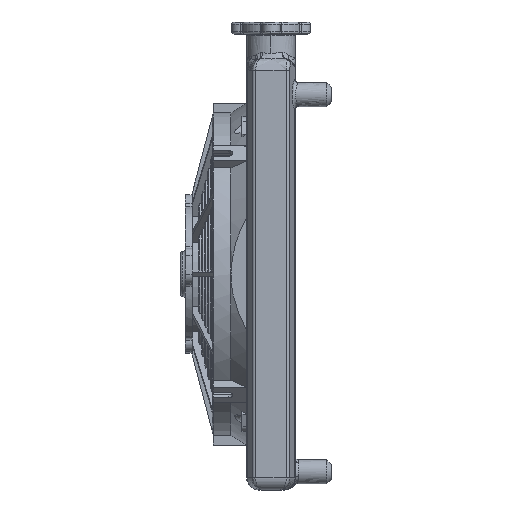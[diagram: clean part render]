
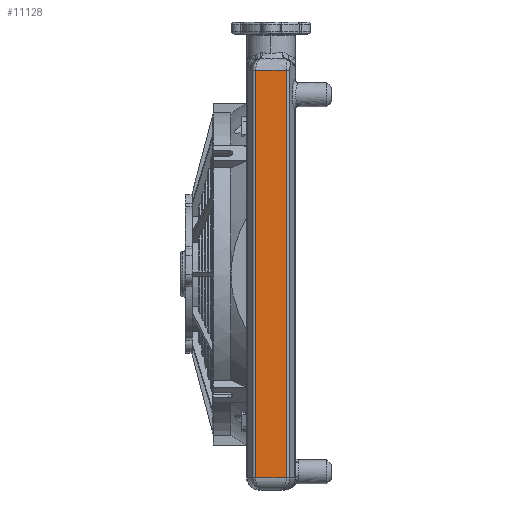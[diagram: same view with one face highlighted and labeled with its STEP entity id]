
A CAD part, left-side view. The second image highlights one B-rep face of the part: STEP entity #11128.
In plain terms, the highlighted free-form (B-spline) face has degree [1, 1] with [2, 2] control points.
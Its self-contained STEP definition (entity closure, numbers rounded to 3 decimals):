
#11128 = ADVANCED_FACE('',(#11129),#11159,.F.);
#11129 = FACE_BOUND('',#11130,.T.);
#11130 = EDGE_LOOP('',(#11131,#11140,#11147,#11154));
#11131 = ORIENTED_EDGE('',*,*,#11132,.T.);
#11132 = EDGE_CURVE('',#11133,#11135,#11137,.T.);
#11133 = VERTEX_POINT('',#11134);
#11134 = CARTESIAN_POINT('',(-236.536,-9.027,
    -206.846));
#11135 = VERTEX_POINT('',#11136);
#11136 = CARTESIAN_POINT('',(-236.536,-40.149,
    -206.846));
#11137 = B_SPLINE_CURVE_WITH_KNOTS('',1,(#11138,#11139),.UNSPECIFIED.,
  .F.,.F.,(2,2),(-42.658,-17.342),
  .PIECEWISE_BEZIER_KNOTS.);
#11138 = CARTESIAN_POINT('',(-236.536,-9.027,
    -206.846));
#11139 = CARTESIAN_POINT('',(-236.536,-40.149,
    -206.846));
#11140 = ORIENTED_EDGE('',*,*,#11141,.T.);
#11141 = EDGE_CURVE('',#11135,#11142,#11144,.T.);
#11142 = VERTEX_POINT('',#11143);
#11143 = CARTESIAN_POINT('',(-236.536,-40.149,
    206.846));
#11144 = B_SPLINE_CURVE_WITH_KNOTS('',1,(#11145,#11146),.UNSPECIFIED.,
  .F.,.F.,(2,2),(10.,346.5),.PIECEWISE_BEZIER_KNOTS.);
#11145 = CARTESIAN_POINT('',(-236.536,-40.149,
    -206.846));
#11146 = CARTESIAN_POINT('',(-236.536,-40.149,
    206.846));
#11147 = ORIENTED_EDGE('',*,*,#11148,.T.);
#11148 = EDGE_CURVE('',#11142,#11149,#11151,.T.);
#11149 = VERTEX_POINT('',#11150);
#11150 = CARTESIAN_POINT('',(-236.536,-9.027,
    206.846));
#11151 = B_SPLINE_CURVE_WITH_KNOTS('',1,(#11152,#11153),.UNSPECIFIED.,
  .F.,.F.,(2,2),(17.342,42.658),
  .PIECEWISE_BEZIER_KNOTS.);
#11152 = CARTESIAN_POINT('',(-236.536,-40.149,
    206.846));
#11153 = CARTESIAN_POINT('',(-236.536,-9.027,
    206.846));
#11154 = ORIENTED_EDGE('',*,*,#11155,.T.);
#11155 = EDGE_CURVE('',#11149,#11133,#11156,.T.);
#11156 = B_SPLINE_CURVE_WITH_KNOTS('',1,(#11157,#11158),.UNSPECIFIED.,
  .F.,.F.,(2,2),(-336.5,0.),.PIECEWISE_BEZIER_KNOTS.);
#11157 = CARTESIAN_POINT('',(-236.536,-9.027,
    206.846));
#11158 = CARTESIAN_POINT('',(-236.536,-9.027,
    -206.846));
#11159 = B_SPLINE_SURFACE_WITH_KNOTS('',1,1,(
    (#11160,#11161)
    ,(#11162,#11163
    )),.UNSPECIFIED.,.F.,.F.,.F.,(2,2),(2,2),(-346.5,-10.),(
    17.342,42.658),.PIECEWISE_BEZIER_KNOTS.);
#11160 = CARTESIAN_POINT('',(-236.536,-40.149,
    206.846));
#11161 = CARTESIAN_POINT('',(-236.536,-9.027,
    206.846));
#11162 = CARTESIAN_POINT('',(-236.536,-40.149,
    -206.846));
#11163 = CARTESIAN_POINT('',(-236.536,-9.027,
    -206.846));
